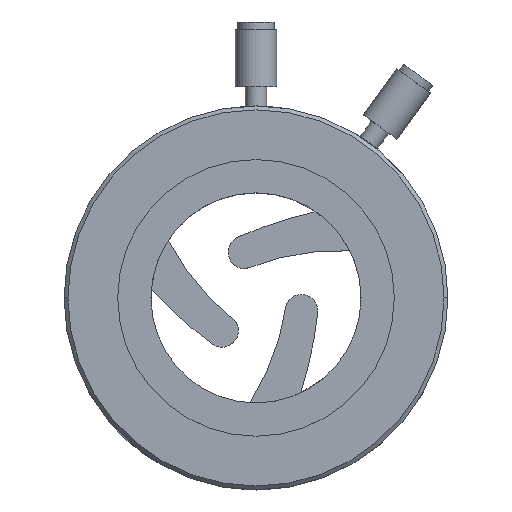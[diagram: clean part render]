
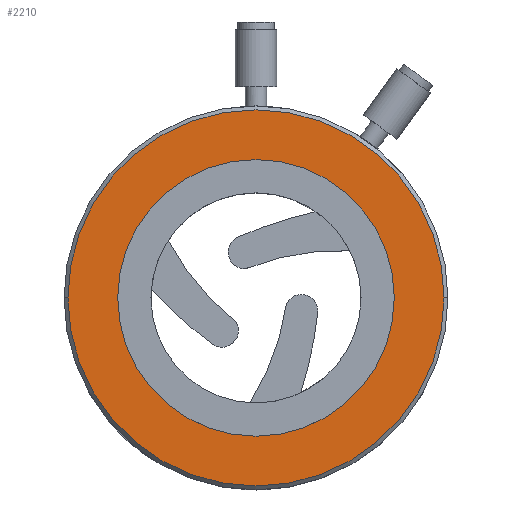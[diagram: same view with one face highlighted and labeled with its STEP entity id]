
A CAD part, top view. The second image highlights one B-rep face of the part: STEP entity #2210.
In plain terms, the highlighted planar face has unit normal (0, 0, 1).
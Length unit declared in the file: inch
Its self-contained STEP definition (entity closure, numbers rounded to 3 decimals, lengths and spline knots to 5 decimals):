
#376=CARTESIAN_POINT('',(0.,0.,0.325));
#377=DIRECTION('',(0.,0.,1.));
#378=DIRECTION('',(-1.,0.,0.));
#379=AXIS2_PLACEMENT_3D('',#376,#377,#378);
#384=CARTESIAN_POINT('',(0.,0.,0.325));
#385=DIRECTION('',(0.,0.,1.));
#386=DIRECTION('',(1.,0.,0.));
#387=AXIS2_PLACEMENT_3D('',#384,#385,#386);
#392=CARTESIAN_POINT('',(0.,0.,0.325));
#393=DIRECTION('',(0.,0.,-1.));
#394=DIRECTION('',(1.,0.,0.));
#395=AXIS2_PLACEMENT_3D('',#392,#393,#394);
#400=CARTESIAN_POINT('',(0.,0.,0.325));
#401=DIRECTION('',(0.,0.,-1.));
#402=DIRECTION('',(-1.,0.,0.));
#403=AXIS2_PLACEMENT_3D('',#400,#401,#402);
#1731=CARTESIAN_POINT('',(1.455,0.,0.325));
#1733=VERTEX_POINT('',#1731);
#1746=CARTESIAN_POINT('',(-1.455,0.,0.325));
#1747=VERTEX_POINT('',#1746);
#1888=CARTESIAN_POINT('',(1.07,0.,0.325));
#1890=VERTEX_POINT('',#1888);
#1907=CARTESIAN_POINT('',(-1.07,0.,0.325));
#1908=VERTEX_POINT('',#1907);
#2195=CARTESIAN_POINT('',(0.,0.,0.325));
#2196=DIRECTION('',(0.,0.,1.));
#2197=DIRECTION('',(1.,0.,0.));
#2198=AXIS2_PLACEMENT_3D('',#2195,#2196,#2197);
#2199=PLANE('',#2198);
#2201=ORIENTED_EDGE('',*,*,#2200,.F.);
#2203=ORIENTED_EDGE('',*,*,#2202,.F.);
#2204=EDGE_LOOP('',(#2201,#2203));
#2205=FACE_OUTER_BOUND('',#2204,.F.);
#2206=ORIENTED_EDGE('',*,*,#2174,.F.);
#2207=ORIENTED_EDGE('',*,*,#2189,.F.);
#2208=EDGE_LOOP('',(#2206,#2207));
#2209=FACE_BOUND('',#2208,.F.);
#380=CIRCLE('',#379,1.455);
#388=CIRCLE('',#387,1.455);
#396=CIRCLE('',#395,1.07);
#404=CIRCLE('',#403,1.07);
#2174=EDGE_CURVE('',#1890,#1908,#396,.T.);
#2189=EDGE_CURVE('',#1908,#1890,#404,.T.);
#2200=EDGE_CURVE('',#1747,#1733,#380,.T.);
#2202=EDGE_CURVE('',#1733,#1747,#388,.T.);
#2210=ADVANCED_FACE('',(#2205,#2209),#2199,.T.);
